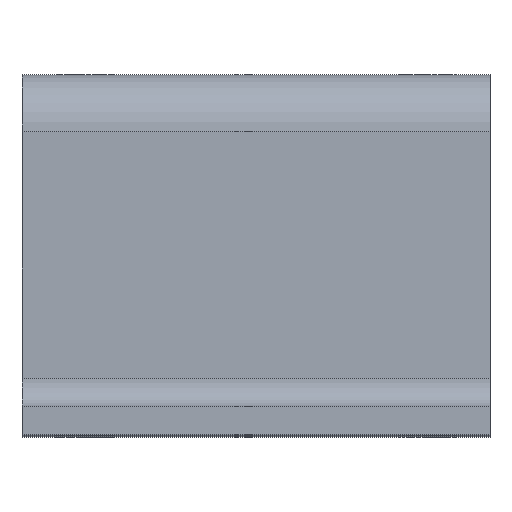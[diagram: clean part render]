
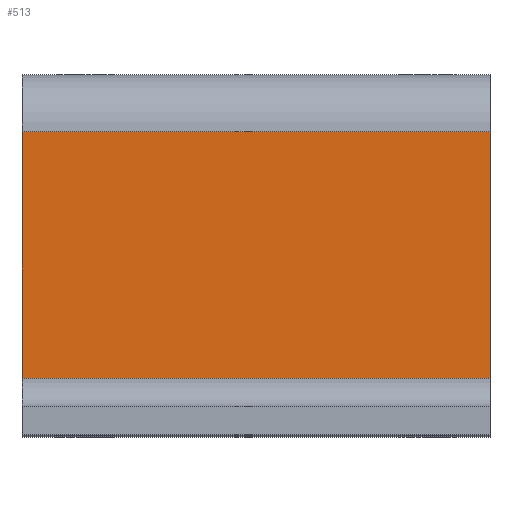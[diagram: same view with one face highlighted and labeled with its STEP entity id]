
A CAD part, top view. The second image highlights one B-rep face of the part: STEP entity #513.
In plain terms, the highlighted face is planar.
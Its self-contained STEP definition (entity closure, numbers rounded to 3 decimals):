
#120=ORIENTED_EDGE('',*,*,#248,.F.);
#121=ORIENTED_EDGE('',*,*,#247,.F.);
#122=ORIENTED_EDGE('',*,*,#249,.T.);
#123=ORIENTED_EDGE('',*,*,#250,.T.);
#247=EDGE_CURVE('',#307,#306,#347,.T.);
#248=EDGE_CURVE('',#306,#308,#348,.T.);
#249=EDGE_CURVE('',#307,#309,#349,.T.);
#250=EDGE_CURVE('',#309,#308,#350,.T.);
#306=VERTEX_POINT('',#845);
#307=VERTEX_POINT('',#847);
#308=VERTEX_POINT('',#851);
#309=VERTEX_POINT('',#853);
#347=LINE('',#848,#391);
#348=LINE('',#850,#392);
#349=LINE('',#852,#393);
#350=LINE('',#854,#394);
#391=VECTOR('',#682,1000.);
#392=VECTOR('',#685,1000.);
#393=VECTOR('',#686,1000.);
#394=VECTOR('',#687,1000.);
#421=EDGE_LOOP('',(#120,#121,#122,#123));
#463=FACE_BOUND('',#421,.T.);
#496=PLANE('',#572);
#513=ADVANCED_FACE('',(#463),#496,.T.);
#572=AXIS2_PLACEMENT_3D('',#849,#683,#684);
#682=DIRECTION('',(0.,0.,1.));
#683=DIRECTION('',(1.,0.,0.));
#684=DIRECTION('',(0.,0.,-1.));
#685=DIRECTION('',(0.,1.,0.));
#686=DIRECTION('',(0.,1.,0.));
#687=DIRECTION('',(0.,0.,1.));
#845=CARTESIAN_POINT('',(18.,-10.8,0.));
#847=CARTESIAN_POINT('',(18.,-10.8,-41.));
#848=CARTESIAN_POINT('',(18.,-10.8,-41.));
#849=CARTESIAN_POINT('',(18.,-10.8,-41.));
#850=CARTESIAN_POINT('',(18.,-10.8,0.));
#851=CARTESIAN_POINT('',(18.,10.8,0.));
#852=CARTESIAN_POINT('',(18.,-10.8,-41.));
#853=CARTESIAN_POINT('',(18.,10.8,-41.));
#854=CARTESIAN_POINT('',(18.,10.8,-41.));
